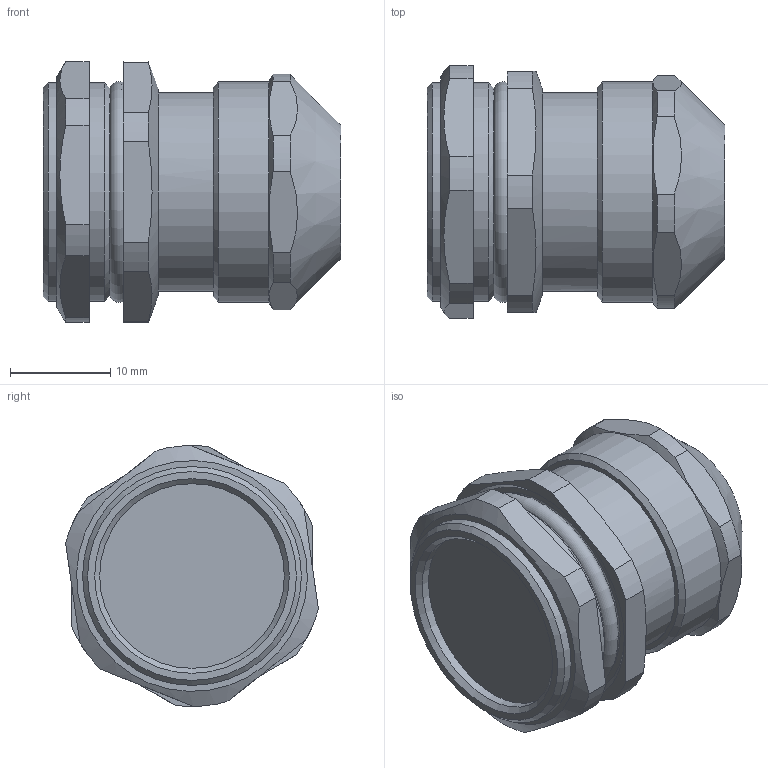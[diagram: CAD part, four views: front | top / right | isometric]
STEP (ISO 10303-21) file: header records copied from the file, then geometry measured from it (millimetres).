
FILE_DESCRIPTION(/* description */ (''),/* implementation_level */ '2;1');
FILE_NAME(/* name */ 'ZETARUS VK1-LS-M22-12-L8.stp',/* time_stamp */ '2022-02-10T08:16:04+07:00',/* author */ ('zeta-09'),/* organization */ (''),/* preprocessor_version */ 'ST-DEVELOPER v18.1',/* originating_system */ 'Autodesk Inventor 2021',/* authorisation */ '');
FILE_SCHEMA (('AUTOMOTIVE_DESIGN { 1 0 10303 214 3 1 1 }'));
Length unit declared in the file: millimetre
Products named in the file (1): Деталь3
Bounding box: 29.68 x 25.18 x 26 mm (x, y, z)
Volume: 10470.1 mm3; surface area: 3369.1 mm2
Topology: 1 solids, 1 shells, 64 faces, 157 edges, 103 vertices
Faces by surface type: plane 28, cylinder 24, cone 10, torus 2
Full cylindrical faces by diameter (mm): 12.5 x1, 18.4 x1, 19.8 x1, 21.8 x2, 21.92 x1
Entity records: 2005 total; most frequent: CARTESIAN_POINT 375, DIRECTION 330, ORIENTED_EDGE 314, EDGE_CURVE 157, AXIS2_PLACEMENT_3D 133, VERTEX_POINT 103, EDGE_LOOP 72, CIRCLE 68
